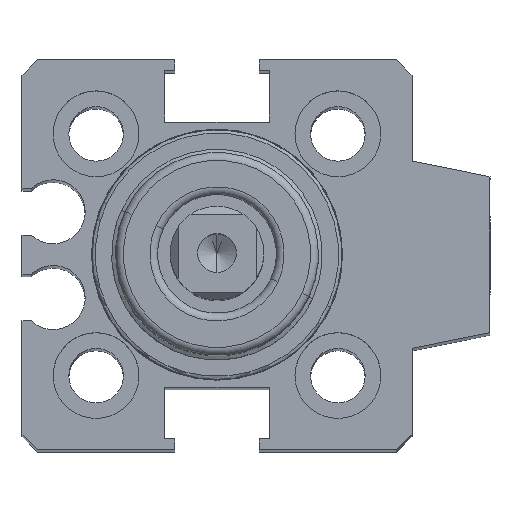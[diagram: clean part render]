
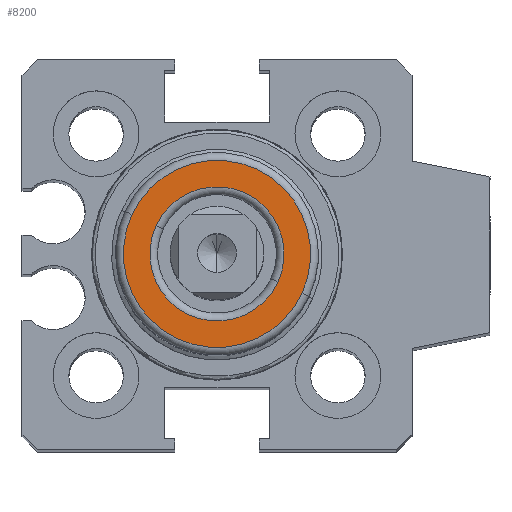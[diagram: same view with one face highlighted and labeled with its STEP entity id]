
A CAD part, top view. The second image highlights one B-rep face of the part: STEP entity #8200.
In plain terms, the highlighted planar face has unit normal (0, 0, 1).
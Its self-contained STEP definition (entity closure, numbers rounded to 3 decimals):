
#7955=AXIS2_PLACEMENT_3D('Circle Axis2P3D',#7953,#7954,$) ;
#7993=AXIS2_PLACEMENT_3D('Circle Axis2P3D',#7991,#7992,$) ;
#8176=AXIS2_PLACEMENT_3D('Plane Axis2P3D',#8173,#8174,#8175) ;
#8184=AXIS2_PLACEMENT_3D('Circle Axis2P3D',#8182,#8183,$) ;
#8193=AXIS2_PLACEMENT_3D('Circle Axis2P3D',#8191,#8192,$) ;
#7953=CARTESIAN_POINT('Axis2P3D Location',(0.,0.,27.25)) ;
#7957=CARTESIAN_POINT('Vertex',(5.446,-2.519,27.25)) ;
#7959=CARTESIAN_POINT('Vertex',(-5.446,2.519,27.25)) ;
#7991=CARTESIAN_POINT('Axis2P3D Location',(0.,0.,27.25)) ;
#8173=CARTESIAN_POINT('Axis2P3D Location',(2.728,5.9,27.25)) ;
#8182=CARTESIAN_POINT('Axis2P3D Location',(0.,0.,27.25)) ;
#8186=CARTESIAN_POINT('Vertex',(-3.903,1.805,27.25)) ;
#8188=CARTESIAN_POINT('Vertex',(3.903,-1.805,27.25)) ;
#8191=CARTESIAN_POINT('Axis2P3D Location',(0.,0.,27.25)) ;
#7954=DIRECTION('Axis2P3D Direction',(0.,0.,-1.)) ;
#7992=DIRECTION('Axis2P3D Direction',(0.,0.,-1.)) ;
#8174=DIRECTION('Axis2P3D Direction',(0.,0.,-1.)) ;
#8175=DIRECTION('Axis2P3D XDirection',(-0.908,0.42,0.)) ;
#8183=DIRECTION('Axis2P3D Direction',(0.,0.,-1.)) ;
#8192=DIRECTION('Axis2P3D Direction',(0.,0.,-1.)) ;
#8179=ORIENTED_EDGE('',*,*,#7995,.T.) ;
#8180=ORIENTED_EDGE('',*,*,#7961,.T.) ;
#8197=ORIENTED_EDGE('',*,*,#8190,.T.) ;
#8198=ORIENTED_EDGE('',*,*,#8195,.T.) ;
#8199=FACE_BOUND('',#8196,.T.) ;
#8200=ADVANCED_FACE('SCQ_12_S_TUENKERS',(#8181,#8199),#8177,.F.) ;
#7956=CIRCLE('generated circle',#7955,6.) ;
#7994=CIRCLE('generated circle',#7993,6.) ;
#8185=CIRCLE('generated circle',#8184,4.3) ;
#8194=CIRCLE('generated circle',#8193,4.3) ;
#7961=EDGE_CURVE('',#7958,#7960,#7956,.F.) ;
#7995=EDGE_CURVE('',#7960,#7958,#7994,.F.) ;
#8190=EDGE_CURVE('',#8187,#8189,#8185,.T.) ;
#8195=EDGE_CURVE('',#8189,#8187,#8194,.T.) ;
#8178=EDGE_LOOP('',(#8179,#8180)) ;
#8196=EDGE_LOOP('',(#8197,#8198)) ;
#8181=FACE_OUTER_BOUND('',#8178,.T.) ;
#8177=PLANE('Plane',#8176) ;
#7958=VERTEX_POINT('',#7957) ;
#7960=VERTEX_POINT('',#7959) ;
#8187=VERTEX_POINT('',#8186) ;
#8189=VERTEX_POINT('',#8188) ;
